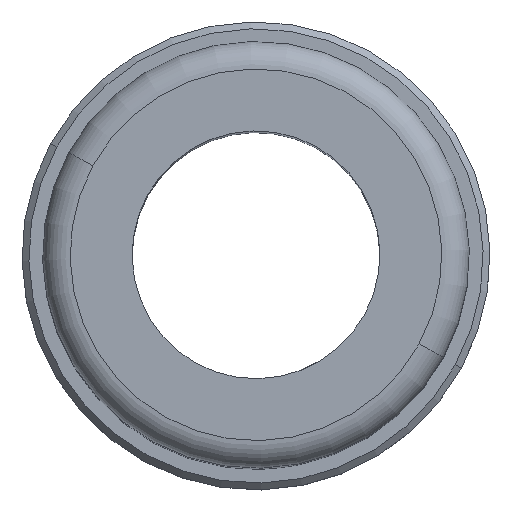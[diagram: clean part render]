
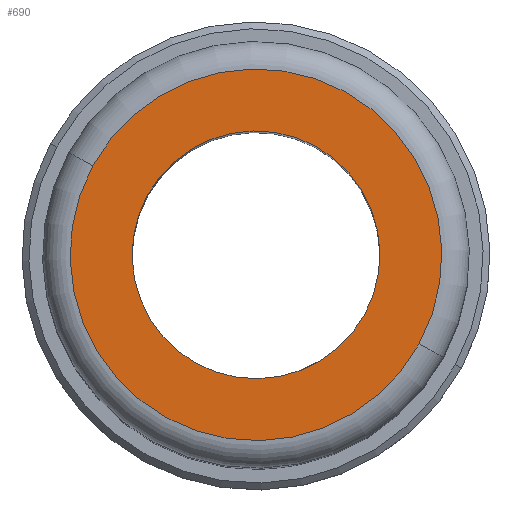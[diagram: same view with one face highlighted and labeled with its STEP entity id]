
A CAD part, top view. The second image highlights one B-rep face of the part: STEP entity #690.
In plain terms, the highlighted planar face has unit normal (0, 0, 1).
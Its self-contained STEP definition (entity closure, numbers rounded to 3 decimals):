
#187=CARTESIAN_POINT('Axis2P3D Location',(0.,0.,52.)) ;
#191=CARTESIAN_POINT('Vertex',(7.898,-4.315,52.)) ;
#193=CARTESIAN_POINT('Vertex',(-7.898,4.315,52.)) ;
#628=CARTESIAN_POINT('Vertex',(-11.847,6.472,52.)) ;
#631=CARTESIAN_POINT('Axis2P3D Location',(0.,0.,52.)) ;
#635=CARTESIAN_POINT('Vertex',(11.847,-6.472,52.)) ;
#655=CARTESIAN_POINT('Axis2P3D Location',(0.,0.,52.)) ;
#672=CARTESIAN_POINT('Axis2P3D Location',(-9.,0.,52.)) ;
#681=CARTESIAN_POINT('Axis2P3D Location',(0.,0.,52.)) ;
#188=DIRECTION('Axis2P3D Direction',(0.,0.,-1.)) ;
#632=DIRECTION('Axis2P3D Direction',(-0.,0.,-1.)) ;
#656=DIRECTION('Axis2P3D Direction',(0.,0.,-1.)) ;
#673=DIRECTION('Axis2P3D Direction',(0.,0.,-1.)) ;
#674=DIRECTION('Axis2P3D XDirection',(1.,0.,0.)) ;
#682=DIRECTION('Axis2P3D Direction',(0.,0.,-1.)) ;
#189=AXIS2_PLACEMENT_3D('Circle Axis2P3D',#187,#188,$) ;
#633=AXIS2_PLACEMENT_3D('Circle Axis2P3D',#631,#632,$) ;
#657=AXIS2_PLACEMENT_3D('Circle Axis2P3D',#655,#656,$) ;
#675=AXIS2_PLACEMENT_3D('Plane Axis2P3D',#672,#673,#674) ;
#683=AXIS2_PLACEMENT_3D('Circle Axis2P3D',#681,#682,$) ;
#678=ORIENTED_EDGE('',*,*,#637,.F.) ;
#679=ORIENTED_EDGE('',*,*,#659,.F.) ;
#687=ORIENTED_EDGE('',*,*,#195,.T.) ;
#688=ORIENTED_EDGE('',*,*,#685,.T.) ;
#689=FACE_BOUND('',#686,.T.) ;
#690=ADVANCED_FACE('PartBody',(#680,#689),#676,.F.) ;
#190=CIRCLE('generated circle',#189,9.) ;
#634=CIRCLE('generated circle',#633,13.5) ;
#658=CIRCLE('generated circle',#657,13.5) ;
#684=CIRCLE('generated circle',#683,9.) ;
#195=EDGE_CURVE('',#192,#194,#190,.T.) ;
#637=EDGE_CURVE('',#629,#636,#634,.T.) ;
#659=EDGE_CURVE('',#636,#629,#658,.T.) ;
#685=EDGE_CURVE('',#194,#192,#684,.T.) ;
#677=EDGE_LOOP('',(#678,#679)) ;
#686=EDGE_LOOP('',(#687,#688)) ;
#680=FACE_OUTER_BOUND('',#677,.T.) ;
#676=PLANE('Plane',#675) ;
#192=VERTEX_POINT('',#191) ;
#194=VERTEX_POINT('',#193) ;
#629=VERTEX_POINT('',#628) ;
#636=VERTEX_POINT('',#635) ;
